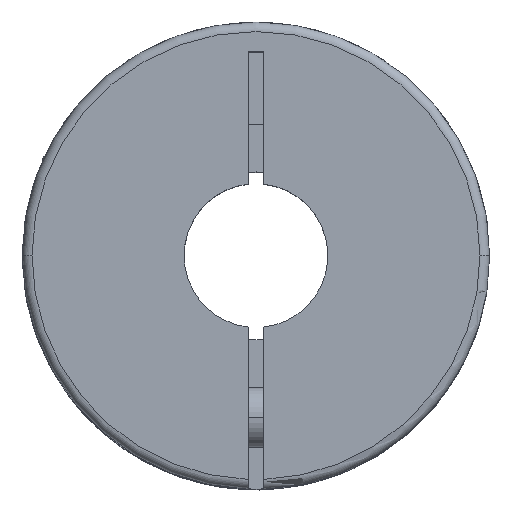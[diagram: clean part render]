
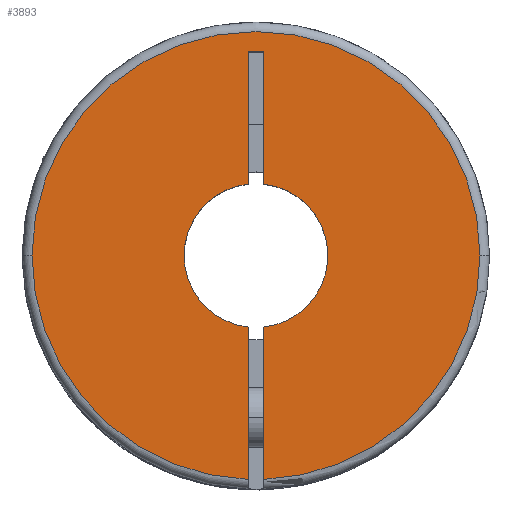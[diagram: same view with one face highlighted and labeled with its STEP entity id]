
A CAD part, top view. The second image highlights one B-rep face of the part: STEP entity #3893.
In plain terms, the highlighted planar face has unit normal (0, 0, 1).
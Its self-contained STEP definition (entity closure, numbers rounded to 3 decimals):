
#13 = FACE_OUTER_BOUND ( 'NONE', #1318, .T. ) ;
#32 = ORIENTED_EDGE ( 'NONE', *, *, #2633, .F. ) ;
#44 = DIRECTION ( 'NONE',  ( -1., 0., 0. ) ) ;
#49 = VERTEX_POINT ( 'NONE', #3904 ) ;
#115 = DIRECTION ( 'NONE',  ( 0., -1., 0. ) ) ;
#174 = DIRECTION ( 'NONE',  ( 0., 0., -1. ) ) ;
#220 = CARTESIAN_POINT ( 'NONE',  ( 0.65, 17., 0. ) ) ;
#237 = DIRECTION ( 'NONE',  ( -1., 0., 0. ) ) ;
#242 = ORIENTED_EDGE ( 'NONE', *, *, #4096, .F. ) ;
#303 = CARTESIAN_POINT ( 'NONE',  ( 0., 0., 0. ) ) ;
#473 = DIRECTION ( 'NONE',  ( -1., 0., 0. ) ) ;
#494 = CARTESIAN_POINT ( 'NONE',  ( -0.65, 5.965, 0. ) ) ;
#518 = VERTEX_POINT ( 'NONE', #697 ) ;
#587 = VERTEX_POINT ( 'NONE', #898 ) ;
#600 = VERTEX_POINT ( 'NONE', #494 ) ;
#617 = CIRCLE ( 'NONE', #3726, 6. ) ;
#681 = EDGE_CURVE ( 'NONE', #2256, #2161, #3099, .T. ) ;
#697 = CARTESIAN_POINT ( 'NONE',  ( -0.65, 17., 0. ) ) ;
#775 = AXIS2_PLACEMENT_3D ( 'NONE', #1513, #1402, #2212 ) ;
#809 = CARTESIAN_POINT ( 'NONE',  ( -0.65, 17., 0. ) ) ;
#833 = CARTESIAN_POINT ( 'NONE',  ( -18.7, 0., 0. ) ) ;
#837 = ORIENTED_EDGE ( 'NONE', *, *, #3880, .T. ) ;
#898 = CARTESIAN_POINT ( 'NONE',  ( 0.65, 5.965, 0. ) ) ;
#1135 = DIRECTION ( 'NONE',  ( 0., 1., 0. ) ) ;
#1157 = VERTEX_POINT ( 'NONE', #3713 ) ;
#1174 = ORIENTED_EDGE ( 'NONE', *, *, #3946, .T. ) ;
#1186 = DIRECTION ( 'NONE',  ( 0., 0., -1. ) ) ;
#1196 = VECTOR ( 'NONE', #4144, 1000. ) ;
#1233 = ORIENTED_EDGE ( 'NONE', *, *, #2962, .F. ) ;
#1318 = EDGE_LOOP ( 'NONE', ( #1233, #3015, #837, #1174, #2923, #242, #3512, #2276, #3439, #32, #3153 ) ) ;
#1339 = DIRECTION ( 'NONE',  ( -1., 0., 0. ) ) ;
#1355 = CARTESIAN_POINT ( 'NONE',  ( 0., 0., 0. ) ) ;
#1402 = DIRECTION ( 'NONE',  ( 0., 0., -1. ) ) ;
#1434 = AXIS2_PLACEMENT_3D ( 'NONE', #303, #3763, #1339 ) ;
#1468 = EDGE_CURVE ( 'NONE', #2360, #3321, #3590, .T. ) ;
#1481 = CARTESIAN_POINT ( 'NONE',  ( 0.65, -18.689, 0. ) ) ;
#1513 = CARTESIAN_POINT ( 'NONE',  ( 0., 0., 0. ) ) ;
#1515 = CARTESIAN_POINT ( 'NONE',  ( 0., 0., 0. ) ) ;
#1535 = DIRECTION ( 'NONE',  ( -1., 0., 0. ) ) ;
#1573 = AXIS2_PLACEMENT_3D ( 'NONE', #3330, #174, #237 ) ;
#1714 = LINE ( 'NONE', #2819, #1196 ) ;
#1784 = VERTEX_POINT ( 'NONE', #4503 ) ;
#1798 = AXIS2_PLACEMENT_3D ( 'NONE', #1355, #1846, #2503 ) ;
#1846 = DIRECTION ( 'NONE',  ( 0., 0., -1. ) ) ;
#2161 = VERTEX_POINT ( 'NONE', #2275 ) ;
#2212 = DIRECTION ( 'NONE',  ( 0., -1., 0. ) ) ;
#2256 = VERTEX_POINT ( 'NONE', #833 ) ;
#2275 = CARTESIAN_POINT ( 'NONE',  ( 18.7, 0., 0. ) ) ;
#2276 = ORIENTED_EDGE ( 'NONE', *, *, #3770, .T. ) ;
#2360 = VERTEX_POINT ( 'NONE', #3151 ) ;
#2452 = EDGE_CURVE ( 'NONE', #518, #600, #1714, .T. ) ;
#2459 = CIRCLE ( 'NONE', #1573, 18.7 ) ;
#2503 = DIRECTION ( 'NONE',  ( -1., 0., 0. ) ) ;
#2508 = DIRECTION ( 'NONE',  ( -1., 0., 0. ) ) ;
#2545 = VECTOR ( 'NONE', #4502, 1000. ) ;
#2583 = DIRECTION ( 'NONE',  ( 0., 0., -1. ) ) ;
#2633 = EDGE_CURVE ( 'NONE', #2161, #2773, #4435, .T. ) ;
#2664 = LINE ( 'NONE', #220, #4229 ) ;
#2773 = VERTEX_POINT ( 'NONE', #1481 ) ;
#2819 = CARTESIAN_POINT ( 'NONE',  ( -0.65, 17., 0. ) ) ;
#2870 = LINE ( 'NONE', #3607, #3056 ) ;
#2923 = ORIENTED_EDGE ( 'NONE', *, *, #2452, .F. ) ;
#2962 = EDGE_CURVE ( 'NONE', #3321, #2256, #2459, .T. ) ;
#2979 = VECTOR ( 'NONE', #115, 1000. ) ;
#2994 = CIRCLE ( 'NONE', #1434, 6. ) ;
#3015 = ORIENTED_EDGE ( 'NONE', *, *, #1468, .F. ) ;
#3056 = VECTOR ( 'NONE', #1135, 1000. ) ;
#3099 = CIRCLE ( 'NONE', #4062, 18.7 ) ;
#3102 = CARTESIAN_POINT ( 'NONE',  ( 0.65, -19.5, 0. ) ) ;
#3147 = EDGE_CURVE ( 'NONE', #587, #1784, #4178, .T. ) ;
#3151 = CARTESIAN_POINT ( 'NONE',  ( -0.65, -5.965, 0. ) ) ;
#3153 = ORIENTED_EDGE ( 'NONE', *, *, #681, .F. ) ;
#3321 = VERTEX_POINT ( 'NONE', #3686 ) ;
#3330 = CARTESIAN_POINT ( 'NONE',  ( 0., 0., 0. ) ) ;
#3439 = ORIENTED_EDGE ( 'NONE', *, *, #4388, .F. ) ;
#3512 = ORIENTED_EDGE ( 'NONE', *, *, #3147, .F. ) ;
#3536 = PLANE ( 'NONE',  #775 ) ;
#3581 = AXIS2_PLACEMENT_3D ( 'NONE', #3908, #2583, #44 ) ;
#3590 = LINE ( 'NONE', #809, #2979 ) ;
#3607 = CARTESIAN_POINT ( 'NONE',  ( 0.65, -19.5, 0. ) ) ;
#3686 = CARTESIAN_POINT ( 'NONE',  ( -0.65, -18.689, 0. ) ) ;
#3713 = CARTESIAN_POINT ( 'NONE',  ( -6., 0., 0. ) ) ;
#3726 = AXIS2_PLACEMENT_3D ( 'NONE', #4253, #4279, #2508 ) ;
#3763 = DIRECTION ( 'NONE',  ( 0., 0., -1. ) ) ;
#3770 = EDGE_CURVE ( 'NONE', #587, #49, #2994, .T. ) ;
#3880 = EDGE_CURVE ( 'NONE', #2360, #1157, #4019, .T. ) ;
#3893 = ADVANCED_FACE ( 'NONE', ( #13 ), #3536, .F. ) ;
#3904 = CARTESIAN_POINT ( 'NONE',  ( 0.65, -5.965, 0. ) ) ;
#3908 = CARTESIAN_POINT ( 'NONE',  ( 0., 0., 0. ) ) ;
#3946 = EDGE_CURVE ( 'NONE', #1157, #600, #617, .T. ) ;
#4019 = CIRCLE ( 'NONE', #3581, 6. ) ;
#4062 = AXIS2_PLACEMENT_3D ( 'NONE', #1515, #1186, #473 ) ;
#4096 = EDGE_CURVE ( 'NONE', #1784, #518, #2664, .T. ) ;
#4144 = DIRECTION ( 'NONE',  ( 0., -1., 0. ) ) ;
#4178 = LINE ( 'NONE', #3102, #2545 ) ;
#4229 = VECTOR ( 'NONE', #1535, 1000. ) ;
#4253 = CARTESIAN_POINT ( 'NONE',  ( 0., 0., 0. ) ) ;
#4279 = DIRECTION ( 'NONE',  ( 0., 0., -1. ) ) ;
#4388 = EDGE_CURVE ( 'NONE', #2773, #49, #2870, .T. ) ;
#4435 = CIRCLE ( 'NONE', #1798, 18.7 ) ;
#4502 = DIRECTION ( 'NONE',  ( 0., 1., 0. ) ) ;
#4503 = CARTESIAN_POINT ( 'NONE',  ( 0.65, 17., 0. ) ) ;
